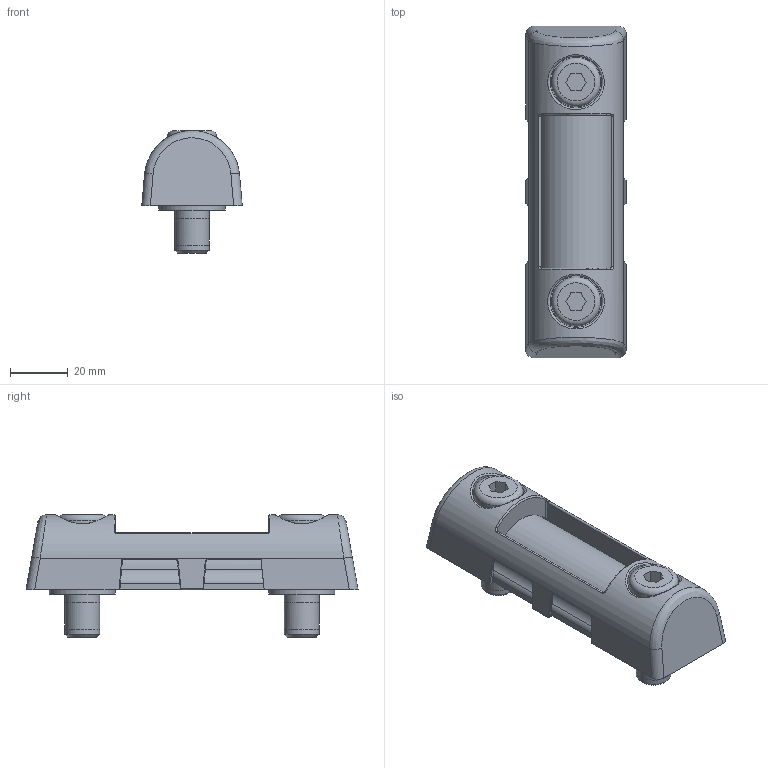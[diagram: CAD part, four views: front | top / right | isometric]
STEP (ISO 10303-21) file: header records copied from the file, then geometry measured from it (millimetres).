
FILE_DESCRIPTION(/* description */ ('Unknown'),/* implementation_level */ '2;1');
FILE_NAME(/* name */ 'OF.10120-001',/* time_stamp */ '2023-07-27T08:51:23+02:00',/* author */ ('Unknown'),/* organization */ ('Unknown'),/* preprocessor_version */ 'ST-DEVELOPER v18.102',/* originating_system */ 'Solid Edge',/* authorisation */ 'Unknown');
FILE_SCHEMA (('AUTOMOTIVE_DESIGN {1 0 10303 214 3 1 1}'));
Length unit declared in the file: millimetre
Products named in the file (3): 338_LT1-TP-M10-CM (1); LT1-001_1; LT1-001_2
Assembly tree (2 placements, depth 2):
  338_LT1-TP-M10-CM (1)
    LT1-001_1
    LT1-001_2
Bounding box: 34.79 x 115 x 42.5 mm (x, y, z)
Volume: 40471 mm3; surface area: 38642 mm2
Topology: 1 solids, 1 shells, 353 faces, 897 edges, 547 vertices
Faces by surface type: plane 129, cylinder 128, bspline 38, torus 24, cone 19, sphere 15
Full cylindrical faces by diameter (mm): 5 x4, 6 x2, 12 x10, 12.4 x2, 12.5 x2, 15 x2, 17 x2, 17.9 x2, 18 x2, 19.5 x2, 23 x2
Entity records: 18869 total; most frequent: CARTESIAN_POINT 8813, ORIENTED_EDGE 1640, DIRECTION 1322, EDGE_CURVE 820, VERTEX_POINT 531, AXIS2_PLACEMENT_3D 482, FACE_BOUND 441, EDGE_LOOP 439
